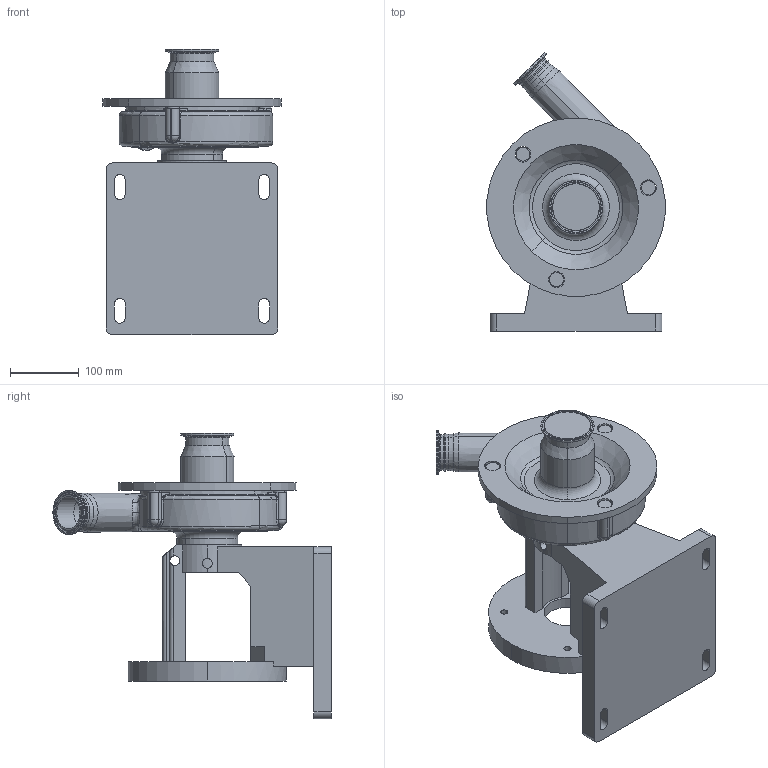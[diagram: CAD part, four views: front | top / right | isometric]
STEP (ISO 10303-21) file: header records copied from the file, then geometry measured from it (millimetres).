
FILE_DESCRIPTION (( 'STEP AP214' ), '1' );
FILE_NAME ('FP 353 180TC 45L.STEP', '2010-02-23T20:19:20', ( ' ' ), ( '' ), 'SwSTEP 2.0', 'SolidWorks 2010', '' );
FILE_SCHEMA (( 'AUTOMOTIVE_DESIGN' ));
Length unit declared in the file: millimetre
Products named in the file (2): FP 353 180TC 45L; FP 353 180TC 45L^1275000117
Assembly tree (1 placements, depth 2):
  FP 353 180TC 45L
    FP 353 180TC 45L^1275000117
Bounding box: 259.01 x 404.86 x 415.5 mm (x, y, z)
Volume: 7759474.3 mm3; surface area: 674430 mm2
Topology: 1 solids, 3 shells, 393 faces, 1004 edges, 616 vertices
Faces by surface type: cylinder 146, plane 98, torus 56, bspline 49, cone 32, sphere 12
Entity records: 24920 total; most frequent: CARTESIAN_POINT 15395, DIRECTION 2016, ORIENTED_EDGE 2000, EDGE_CURVE 1000, AXIS2_PLACEMENT_3D 823, VERTEX_POINT 615, CIRCLE 475, EDGE_LOOP 433
